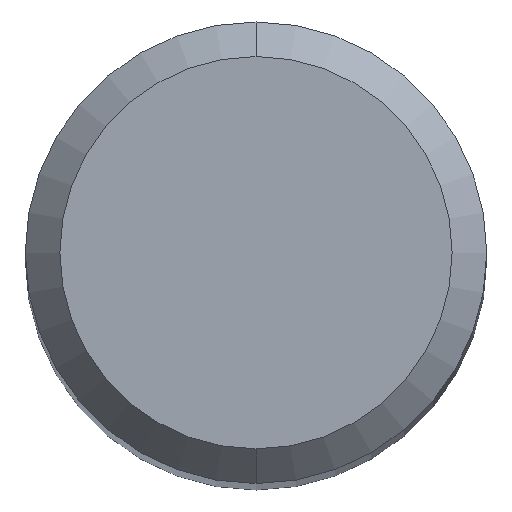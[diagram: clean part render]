
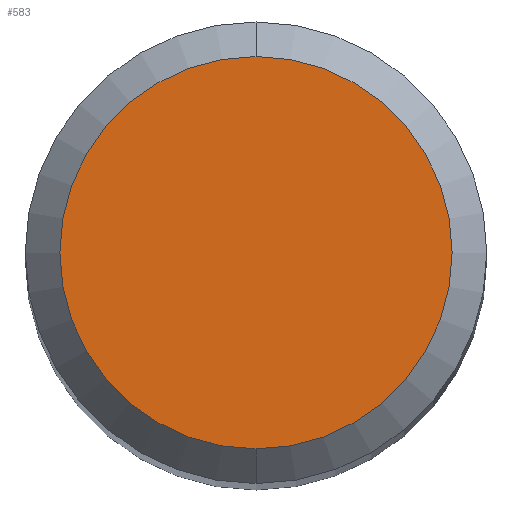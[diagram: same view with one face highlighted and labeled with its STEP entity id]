
A CAD part, top view. The second image highlights one B-rep face of the part: STEP entity #583.
In plain terms, the highlighted planar face has unit normal (0, 0, 1).
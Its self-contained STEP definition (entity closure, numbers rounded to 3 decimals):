
#491=EDGE_CURVE('',#545,#635,#942,.T.);
#545=VERTEX_POINT('',#1003);
#583=ADVANCED_FACE('',(#1044),#1045,.T.);
#603=EDGE_CURVE('',#635,#545,#1067,.T.);
#635=VERTEX_POINT('',#1106);
#942=CIRCLE('',#1629,1.7);
#1003=CARTESIAN_POINT('',(0.,-1.7,0.0));
#1044=FACE_OUTER_BOUND('',#1781,.T.);
#1045=PLANE('',#1782);
#1067=CIRCLE('',#1823,1.7);
#1106=CARTESIAN_POINT('',(0.0,1.7,0.0));
#1629=AXIS2_PLACEMENT_3D('',#2246,#2247,#2248);
#1781=EDGE_LOOP('',(#2384,#2385));
#1782=AXIS2_PLACEMENT_3D('',#2386,#2387,#2388);
#1823=AXIS2_PLACEMENT_3D('',#2417,#2418,#2419);
#2246=CARTESIAN_POINT('',(0.0,0.0,0.0));
#2247=DIRECTION('',(0.0,0.0,-1.0));
#2248=DIRECTION('',(0.0,1.0,0.0));
#2384=ORIENTED_EDGE('',*,*,#603,.F.);
#2385=ORIENTED_EDGE('',*,*,#491,.F.);
#2386=CARTESIAN_POINT('',(0.0,0.85,0.0));
#2387=DIRECTION('',(-0.0,0.0,1.0));
#2388=DIRECTION('',(0.0,-1.0,0.0));
#2417=CARTESIAN_POINT('',(0.0,0.0,0.0));
#2418=DIRECTION('',(0.0,0.0,-1.0));
#2419=DIRECTION('',(0.0,1.0,0.0));
